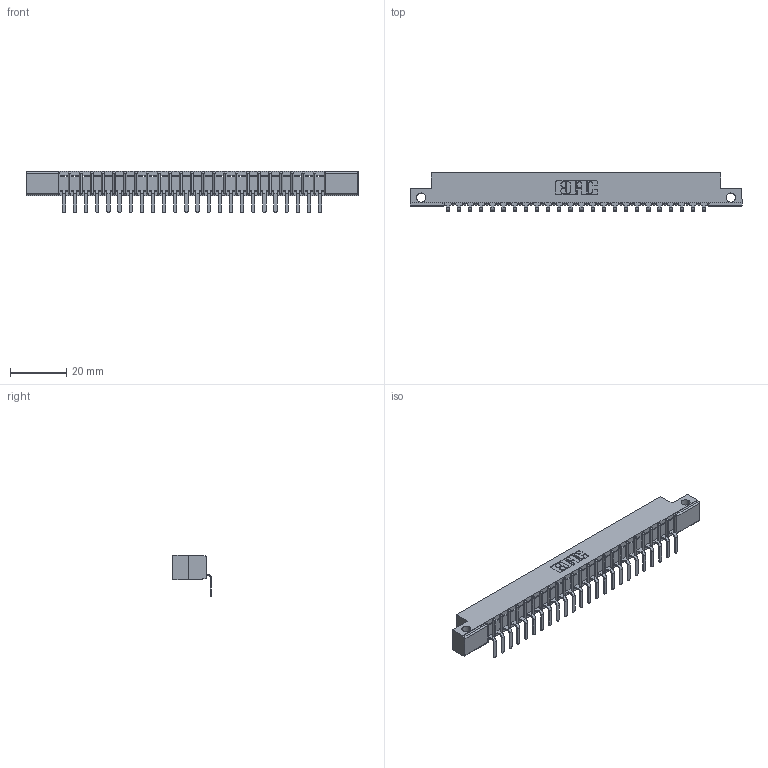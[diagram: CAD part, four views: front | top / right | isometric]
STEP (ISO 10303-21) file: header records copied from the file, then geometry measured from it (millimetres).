
FILE_DESCRIPTION (( 'STEP AP203' ), '1' );
FILE_NAME ('357-024-559-112.STEP', '2022-07-12T22:04:21', ( '' ), ( '' ), 'SwSTEP 2.0', 'SolidWorks 2020', '' );
FILE_SCHEMA (( 'CONFIG_CONTROL_DESIGN' ));
Length unit declared in the file: inch
Products named in the file (3): 307 Part_.128 Dia Side Mounting Holes; 307-290-001_558 559 - 1 (Single); 357-024-559-112
Assembly tree (25 placements, depth 2):
  357-024-559-112
    307 Part_.128 Dia Side Mounting Holes
    307-290-001_558 559 - 1 (Single)  x24
Bounding box: 118.11 x 13.7 x 14.81 mm (x, y, z)
Volume: 7389.2 mm3; surface area: 11445.1 mm2
Topology: 25 solids, 25 shells, 1583 faces, 4499 edges, 2898 vertices
Faces by surface type: plane 1006, cylinder 527, sphere 50
Entity records: 22900 total; most frequent: CARTESIAN_POINT 3852, ORIENTED_EDGE 3838, DIRECTION 3757, EDGE_CURVE 1919, LINE 1463, VECTOR 1463, VERTEX_POINT 1242, AXIS2_PLACEMENT_3D 1147
